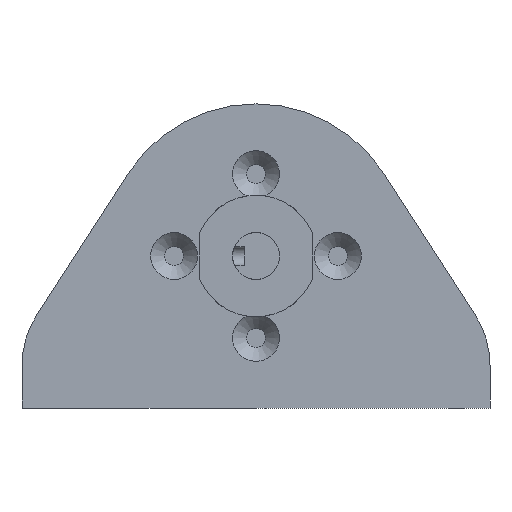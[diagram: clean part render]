
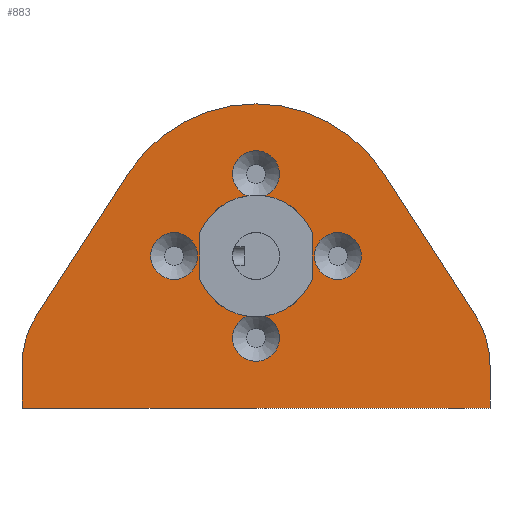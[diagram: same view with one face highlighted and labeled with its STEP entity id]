
A CAD part, front view. The second image highlights one B-rep face of the part: STEP entity #883.
In plain terms, the highlighted planar face has unit normal (0, -1, 0).
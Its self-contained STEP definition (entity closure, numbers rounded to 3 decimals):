
#29=FACE_BOUND('',#164,.T.);
#30=FACE_BOUND('',#165,.T.);
#31=FACE_BOUND('',#166,.T.);
#61=PLANE('',#975);
#100=FACE_OUTER_BOUND('',#163,.T.);
#163=EDGE_LOOP('',(#687,#688,#689,#690,#691,#692,#693,#694));
#164=EDGE_LOOP('',(#695));
#165=EDGE_LOOP('',(#696,#697,#698,#699,#700,#701,#702,#703,#704,#705));
#166=EDGE_LOOP('',(#706));
#232=LINE('',#1455,#295);
#235=LINE('',#1461,#298);
#236=LINE('',#1465,#299);
#237=LINE('',#1469,#300);
#238=LINE('',#1470,#301);
#239=LINE('',#1479,#302);
#240=LINE('',#1489,#303);
#295=VECTOR('',#1161,10.);
#298=VECTOR('',#1166,10.);
#299=VECTOR('',#1169,10.);
#300=VECTOR('',#1172,10.);
#301=VECTOR('',#1173,10.);
#302=VECTOR('',#1180,10.);
#303=VECTOR('',#1189,10.);
#351=CIRCLE('',#972,20.);
#353=CIRCLE('',#976,32.5);
#354=CIRCLE('',#977,20.);
#355=CIRCLE('',#978,5.);
#356=CIRCLE('',#979,5.);
#357=CIRCLE('',#980,13.);
#358=CIRCLE('',#981,13.);
#359=CIRCLE('',#982,5.);
#360=CIRCLE('',#983,5.);
#361=CIRCLE('',#984,13.);
#362=CIRCLE('',#985,13.);
#363=CIRCLE('',#986,5.);
#364=CIRCLE('',#987,5.);
#417=VERTEX_POINT('',#1445);
#418=VERTEX_POINT('',#1446);
#421=VERTEX_POINT('',#1454);
#423=VERTEX_POINT('',#1460);
#424=VERTEX_POINT('',#1462);
#425=VERTEX_POINT('',#1464);
#426=VERTEX_POINT('',#1466);
#427=VERTEX_POINT('',#1468);
#428=VERTEX_POINT('',#1471);
#429=VERTEX_POINT('',#1473);
#430=VERTEX_POINT('',#1474);
#431=VERTEX_POINT('',#1476);
#432=VERTEX_POINT('',#1478);
#433=VERTEX_POINT('',#1480);
#434=VERTEX_POINT('',#1482);
#435=VERTEX_POINT('',#1484);
#436=VERTEX_POINT('',#1486);
#437=VERTEX_POINT('',#1488);
#438=VERTEX_POINT('',#1490);
#439=VERTEX_POINT('',#1493);
#512=EDGE_CURVE('',#417,#418,#351,.T.);
#516=EDGE_CURVE('',#421,#418,#232,.T.);
#519=EDGE_CURVE('',#417,#423,#235,.T.);
#520=EDGE_CURVE('',#423,#424,#353,.T.);
#521=EDGE_CURVE('',#424,#425,#236,.T.);
#522=EDGE_CURVE('',#426,#425,#354,.T.);
#523=EDGE_CURVE('',#426,#427,#237,.T.);
#524=EDGE_CURVE('',#427,#421,#238,.T.);
#525=EDGE_CURVE('',#428,#428,#355,.T.);
#526=EDGE_CURVE('',#429,#430,#356,.T.);
#527=EDGE_CURVE('',#429,#431,#357,.T.);
#528=EDGE_CURVE('',#431,#432,#239,.T.);
#529=EDGE_CURVE('',#432,#433,#358,.T.);
#530=EDGE_CURVE('',#434,#433,#359,.T.);
#531=EDGE_CURVE('',#435,#434,#360,.T.);
#532=EDGE_CURVE('',#435,#436,#361,.T.);
#533=EDGE_CURVE('',#436,#437,#240,.T.);
#534=EDGE_CURVE('',#437,#438,#362,.T.);
#535=EDGE_CURVE('',#430,#438,#363,.T.);
#536=EDGE_CURVE('',#439,#439,#364,.T.);
#687=ORIENTED_EDGE('',*,*,#512,.F.);
#688=ORIENTED_EDGE('',*,*,#519,.T.);
#689=ORIENTED_EDGE('',*,*,#520,.T.);
#690=ORIENTED_EDGE('',*,*,#521,.T.);
#691=ORIENTED_EDGE('',*,*,#522,.F.);
#692=ORIENTED_EDGE('',*,*,#523,.T.);
#693=ORIENTED_EDGE('',*,*,#524,.T.);
#694=ORIENTED_EDGE('',*,*,#516,.T.);
#695=ORIENTED_EDGE('',*,*,#525,.F.);
#696=ORIENTED_EDGE('',*,*,#526,.F.);
#697=ORIENTED_EDGE('',*,*,#527,.T.);
#698=ORIENTED_EDGE('',*,*,#528,.T.);
#699=ORIENTED_EDGE('',*,*,#529,.T.);
#700=ORIENTED_EDGE('',*,*,#530,.F.);
#701=ORIENTED_EDGE('',*,*,#531,.F.);
#702=ORIENTED_EDGE('',*,*,#532,.T.);
#703=ORIENTED_EDGE('',*,*,#533,.T.);
#704=ORIENTED_EDGE('',*,*,#534,.T.);
#705=ORIENTED_EDGE('',*,*,#535,.F.);
#706=ORIENTED_EDGE('',*,*,#536,.F.);
#883=ADVANCED_FACE('',(#100,#29,#30,#31),#61,.F.);
#972=AXIS2_PLACEMENT_3D('',#1447,#1153,#1154);
#975=AXIS2_PLACEMENT_3D('',#1459,#1164,#1165);
#976=AXIS2_PLACEMENT_3D('',#1463,#1167,#1168);
#977=AXIS2_PLACEMENT_3D('',#1467,#1170,#1171);
#978=AXIS2_PLACEMENT_3D('',#1472,#1174,#1175);
#979=AXIS2_PLACEMENT_3D('',#1475,#1176,#1177);
#980=AXIS2_PLACEMENT_3D('',#1477,#1178,#1179);
#981=AXIS2_PLACEMENT_3D('',#1481,#1181,#1182);
#982=AXIS2_PLACEMENT_3D('',#1483,#1183,#1184);
#983=AXIS2_PLACEMENT_3D('',#1485,#1185,#1186);
#984=AXIS2_PLACEMENT_3D('',#1487,#1187,#1188);
#985=AXIS2_PLACEMENT_3D('',#1491,#1190,#1191);
#986=AXIS2_PLACEMENT_3D('',#1492,#1192,#1193);
#987=AXIS2_PLACEMENT_3D('',#1494,#1194,#1195);
#1153=DIRECTION('center_axis',(0.,1.,0.));
#1154=DIRECTION('ref_axis',(0.959,0.,0.283));
#1161=DIRECTION('',(0.,0.,1.));
#1164=DIRECTION('center_axis',(0.,1.,0.));
#1165=DIRECTION('ref_axis',(1.,0.,0.));
#1166=DIRECTION('',(-0.543,0.,0.84));
#1167=DIRECTION('center_axis',(0.,-1.,0.));
#1168=DIRECTION('ref_axis',(1.,0.,0.));
#1169=DIRECTION('',(-0.543,0.,-0.84));
#1170=DIRECTION('center_axis',(0.,1.,0.));
#1171=DIRECTION('ref_axis',(-0.959,0.,0.283));
#1172=DIRECTION('',(0.,0.,-1.));
#1173=DIRECTION('',(1.,0.,0.));
#1174=DIRECTION('center_axis',(0.,-1.,0.));
#1175=DIRECTION('ref_axis',(1.,0.,0.));
#1176=DIRECTION('center_axis',(0.,-1.,0.));
#1177=DIRECTION('ref_axis',(1.,0.,0.));
#1178=DIRECTION('center_axis',(0.,1.,0.));
#1179=DIRECTION('ref_axis',(1.,0.,0.));
#1180=DIRECTION('',(0.,0.,1.));
#1181=DIRECTION('center_axis',(0.,1.,0.));
#1182=DIRECTION('ref_axis',(1.,0.,0.));
#1183=DIRECTION('center_axis',(0.,-1.,0.));
#1184=DIRECTION('ref_axis',(1.,0.,0.));
#1185=DIRECTION('center_axis',(0.,-1.,0.));
#1186=DIRECTION('ref_axis',(1.,0.,0.));
#1187=DIRECTION('center_axis',(0.,1.,0.));
#1188=DIRECTION('ref_axis',(1.,0.,0.));
#1189=DIRECTION('',(0.,0.,-1.));
#1190=DIRECTION('center_axis',(0.,1.,0.));
#1191=DIRECTION('ref_axis',(1.,0.,0.));
#1192=DIRECTION('center_axis',(0.,-1.,0.));
#1193=DIRECTION('ref_axis',(1.,0.,0.));
#1194=DIRECTION('center_axis',(0.,-1.,0.));
#1195=DIRECTION('ref_axis',(1.,0.,0.));
#1445=CARTESIAN_POINT('',(46.799,-3.5,19.955));
#1446=CARTESIAN_POINT('',(50.,-3.5,9.101));
#1447=CARTESIAN_POINT('Origin',(30.,-3.5,9.101));
#1454=CARTESIAN_POINT('',(50.,-3.5,0.));
#1455=CARTESIAN_POINT('',(50.,-3.5,0.));
#1459=CARTESIAN_POINT('Origin',(0.,-3.5,32.5));
#1460=CARTESIAN_POINT('',(27.298,-3.5,50.137));
#1461=CARTESIAN_POINT('',(50.,-3.5,15.));
#1462=CARTESIAN_POINT('',(-27.298,-3.5,50.137));
#1463=CARTESIAN_POINT('Origin',(0.,-3.5,32.5));
#1464=CARTESIAN_POINT('',(-46.799,-3.5,19.955));
#1465=CARTESIAN_POINT('',(-50.,-3.5,15.));
#1466=CARTESIAN_POINT('',(-50.,-3.5,9.101));
#1467=CARTESIAN_POINT('Origin',(-30.,-3.5,9.101));
#1468=CARTESIAN_POINT('',(-50.,-3.5,0.));
#1469=CARTESIAN_POINT('',(-50.,-3.5,15.));
#1470=CARTESIAN_POINT('',(-50.,-3.5,0.));
#1471=CARTESIAN_POINT('',(12.5,-3.5,32.5));
#1472=CARTESIAN_POINT('Origin',(17.5,-3.5,32.5));
#1473=CARTESIAN_POINT('',(-1.874,-3.5,19.636));
#1474=CARTESIAN_POINT('',(-5.,-3.5,15.));
#1475=CARTESIAN_POINT('Origin',(0.,-3.5,15.));
#1476=CARTESIAN_POINT('',(-12.,-3.5,27.5));
#1477=CARTESIAN_POINT('Origin',(0.,-3.5,32.5));
#1478=CARTESIAN_POINT('',(-12.,-3.5,37.5));
#1479=CARTESIAN_POINT('',(-12.,-3.5,35.));
#1480=CARTESIAN_POINT('',(-1.874,-3.5,45.364));
#1481=CARTESIAN_POINT('Origin',(0.,-3.5,32.5));
#1482=CARTESIAN_POINT('',(-5.,-3.5,50.));
#1483=CARTESIAN_POINT('Origin',(0.,-3.5,50.));
#1484=CARTESIAN_POINT('',(1.874,-3.5,45.364));
#1485=CARTESIAN_POINT('Origin',(0.,-3.5,50.));
#1486=CARTESIAN_POINT('',(12.,-3.5,37.5));
#1487=CARTESIAN_POINT('Origin',(0.,-3.5,32.5));
#1488=CARTESIAN_POINT('',(12.,-3.5,27.5));
#1489=CARTESIAN_POINT('',(12.,-3.5,30.));
#1490=CARTESIAN_POINT('',(1.874,-3.5,19.636));
#1491=CARTESIAN_POINT('Origin',(0.,-3.5,32.5));
#1492=CARTESIAN_POINT('Origin',(0.,-3.5,15.));
#1493=CARTESIAN_POINT('',(-22.5,-3.5,32.5));
#1494=CARTESIAN_POINT('Origin',(-17.5,-3.5,32.5));
